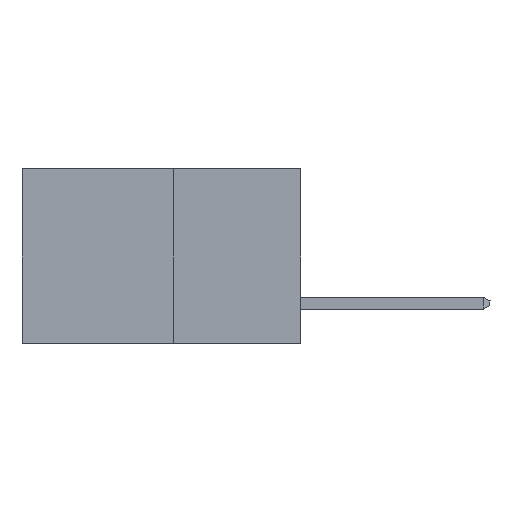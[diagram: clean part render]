
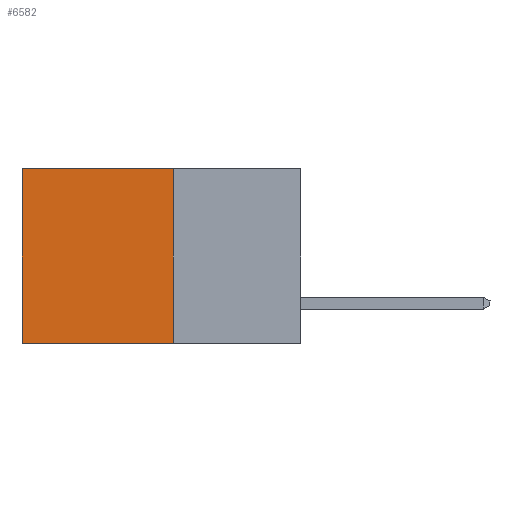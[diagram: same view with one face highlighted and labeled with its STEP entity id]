
A CAD part, left-side view. The second image highlights one B-rep face of the part: STEP entity #6582.
In plain terms, the highlighted planar face has unit normal (-1, 0, 0).
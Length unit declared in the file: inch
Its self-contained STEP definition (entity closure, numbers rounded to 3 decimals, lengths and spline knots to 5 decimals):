
#45 = EDGE_CURVE ( 'NONE', #9903, #12289, #7167, .T. ) ;
#664 = DIRECTION ( 'NONE',  ( 0., 1., 0. ) ) ;
#828 = CARTESIAN_POINT ( 'NONE',  ( 0.277, 0.27, 0. ) ) ;
#1067 = EDGE_LOOP ( 'NONE', ( #1318, #7561, #12617, #7864 ) ) ;
#1086 = EDGE_CURVE ( 'NONE', #12289, #2356, #10599, .T. ) ;
#1318 = ORIENTED_EDGE ( 'NONE', *, *, #5215, .T. ) ;
#1427 = CARTESIAN_POINT ( 'NONE',  ( 0.277, 0.27, -0.37 ) ) ;
#1456 = VERTEX_POINT ( 'NONE', #5573 ) ;
#2347 = LINE ( 'NONE', #4256, #4981 ) ;
#2356 = VERTEX_POINT ( 'NONE', #3826 ) ;
#3159 = EDGE_CURVE ( 'NONE', #9903, #1456, #2347, .T. ) ;
#3651 = DIRECTION ( 'NONE',  ( 0., 0., -1. ) ) ;
#3826 = CARTESIAN_POINT ( 'NONE',  ( 0.277, 0.59, -0.37 ) ) ;
#3865 = DIRECTION ( 'NONE',  ( 0., 0., -1. ) ) ;
#4061 = CARTESIAN_POINT ( 'NONE',  ( 0.277, 0.27, -0.37 ) ) ;
#4256 = CARTESIAN_POINT ( 'NONE',  ( 0.277, 0.27, 0. ) ) ;
#4981 = VECTOR ( 'NONE', #8657, 39.37008 ) ;
#5215 = EDGE_CURVE ( 'NONE', #1456, #2356, #10465, .T. ) ;
#5573 = CARTESIAN_POINT ( 'NONE',  ( 0.277, 0.59, 0. ) ) ;
#5852 = DIRECTION ( 'NONE',  ( 0., 0., -1. ) ) ;
#6582 = ADVANCED_FACE ( 'NONE', ( #13466 ), #13161, .F. ) ;
#6826 = VECTOR ( 'NONE', #3651, 39.37008 ) ;
#7167 = LINE ( 'NONE', #4061, #6826 ) ;
#7283 = CARTESIAN_POINT ( 'NONE',  ( 0.277, 0.59, -0.37 ) ) ;
#7456 = VECTOR ( 'NONE', #3865, 39.37008 ) ;
#7561 = ORIENTED_EDGE ( 'NONE', *, *, #1086, .F. ) ;
#7864 = ORIENTED_EDGE ( 'NONE', *, *, #3159, .T. ) ;
#7874 = VECTOR ( 'NONE', #664, 39.37008 ) ;
#8657 = DIRECTION ( 'NONE',  ( 0., 1., 0. ) ) ;
#9478 = AXIS2_PLACEMENT_3D ( 'NONE', #11144, #10913, #5852 ) ;
#9903 = VERTEX_POINT ( 'NONE', #828 ) ;
#10285 = CARTESIAN_POINT ( 'NONE',  ( 0.277, 0.27, -0.37 ) ) ;
#10465 = LINE ( 'NONE', #7283, #7456 ) ;
#10599 = LINE ( 'NONE', #1427, #7874 ) ;
#10913 = DIRECTION ( 'NONE',  ( 1., 0., 0. ) ) ;
#11144 = CARTESIAN_POINT ( 'NONE',  ( 0.277, 0.27, -0.37 ) ) ;
#12289 = VERTEX_POINT ( 'NONE', #10285 ) ;
#12617 = ORIENTED_EDGE ( 'NONE', *, *, #45, .F. ) ;
#13161 = PLANE ( 'NONE',  #9478 ) ;
#13466 = FACE_OUTER_BOUND ( 'NONE', #1067, .T. ) ;
